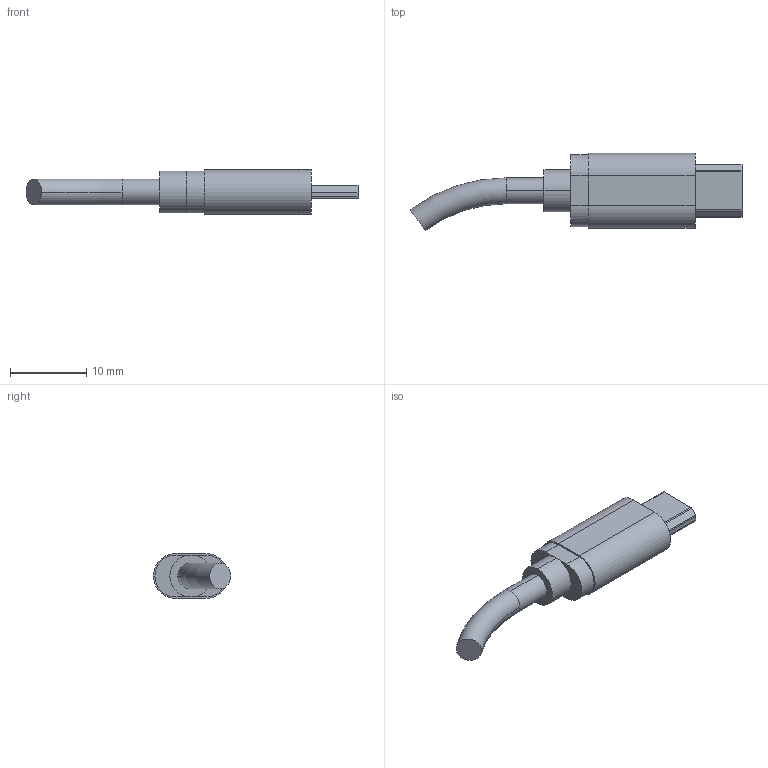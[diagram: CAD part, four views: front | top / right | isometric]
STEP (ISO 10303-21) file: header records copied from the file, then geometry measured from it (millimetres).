
FILE_DESCRIPTION (( 'STEP AP214' ), '1' );
FILE_NAME ('USB-micro plug (oval).STEP', '2023-08-14T19:16:53', ( 'Elessar' ), ( '' ), 'SwSTEP 2.0', 'SolidWorks 2018', '' );
FILE_SCHEMA (( 'AUTOMOTIVE_DESIGN' ));
Length unit declared in the file: millimetre
Products named in the file (1): USB-micro plug (oval)
Bounding box: 43.51 x 10.11 x 5.9 mm (x, y, z)
Volume: 1111.2 mm3; surface area: 897.3 mm2
Topology: 1 solids, 1 shells, 38 faces, 92 edges, 60 vertices
Faces by surface type: plane 22, cylinder 14, torus 2
Entity records: 1515 total; most frequent: DIRECTION 204, CARTESIAN_POINT 191, ORIENTED_EDGE 184, EDGE_CURVE 92, AXIS2_PLACEMENT_3D 73, VERTEX_POINT 60, VECTOR 58, LINE 58
